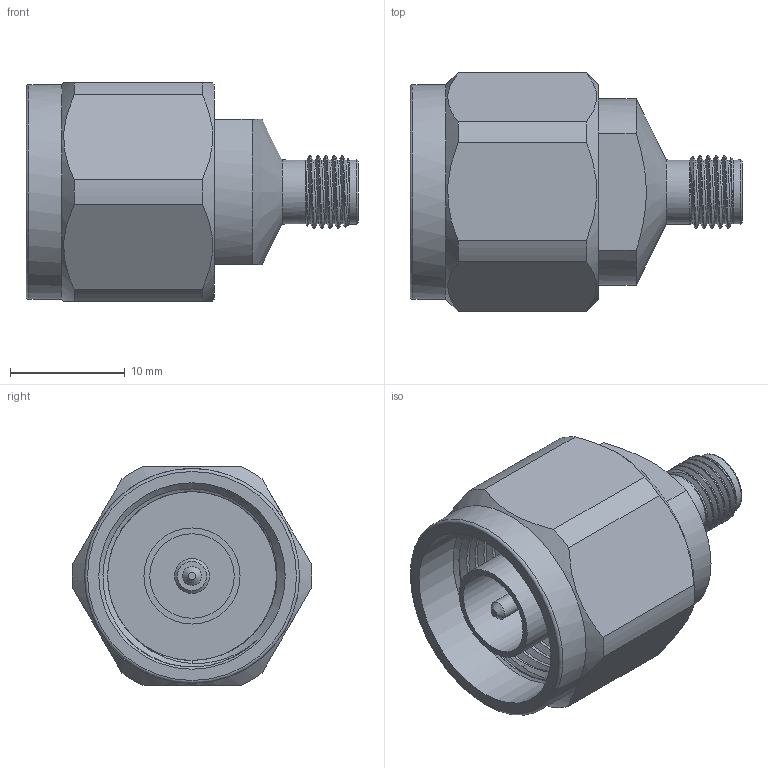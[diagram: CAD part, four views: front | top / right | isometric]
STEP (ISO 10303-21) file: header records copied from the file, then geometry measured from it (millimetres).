
FILE_DESCRIPTION (( 'STEP AP203' ), '1' );
FILE_NAME ('PE91339_3D.step', '2021-06-29T16:10:22', ( '' ), ( '' ), 'SwSTEP 2.0', 'SolidWorks 2020', '' );
FILE_SCHEMA (( 'CONFIG_CONTROL_DESIGN' ));
Length unit declared in the file: inch
Products named in the file (1): PE91339_3D
Bounding box: 28.96 x 20.87 x 19.05 mm (x, y, z)
Volume: 4301.7 mm3; surface area: 3039 mm2
Topology: 1 solids, 1 shells, 67 faces, 164 edges, 107 vertices
Faces by surface type: plane 26, cylinder 21, cone 12, bspline 6, torus 2
Full cylindrical faces by diameter (mm): 0.914 x1, 1.168 x1, 1.651 x1, 3.048 x1, 4.572 x1, 5.582 x2, 7.366 x1, 8.382 x1, 16.256 x1, 18.735 x1
Entity records: 4080 total; most frequent: CARTESIAN_POINT 2675, DIRECTION 260, ORIENTED_EDGE 258, EDGE_CURVE 129, AXIS2_PLACEMENT_3D 113, EDGE_LOOP 94, VERTEX_POINT 93, FACE_OUTER_BOUND 79
